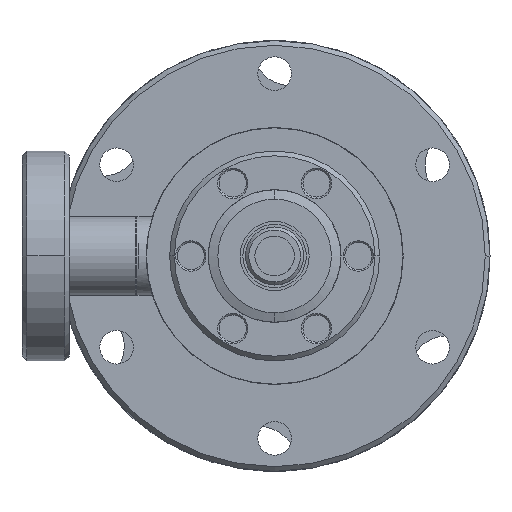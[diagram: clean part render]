
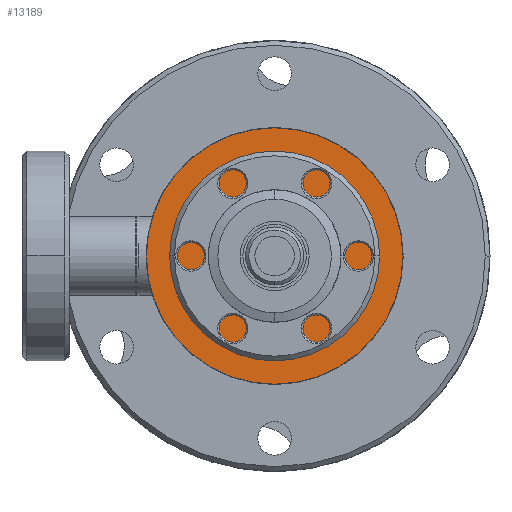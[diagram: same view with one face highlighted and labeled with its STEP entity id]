
A CAD part, left-side view. The second image highlights one B-rep face of the part: STEP entity #13189.
In plain terms, the highlighted planar face has unit normal (-1, 0, 0).
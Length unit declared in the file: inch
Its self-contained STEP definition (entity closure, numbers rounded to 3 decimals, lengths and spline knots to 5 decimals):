
#318 = EDGE_LOOP ( 'NONE', ( #14960, #7382 ) ) ;
#816 = DIRECTION ( 'NONE',  ( -1., 0., 0. ) ) ;
#833 = CARTESIAN_POINT ( 'NONE',  ( -0.125, 0., -0.8125 ) ) ;
#898 = CARTESIAN_POINT ( 'NONE',  ( -0.125, 0., 0.2525 ) ) ;
#1142 = EDGE_CURVE ( 'NONE', #9860, #1534, #11409, .T. ) ;
#1534 = VERTEX_POINT ( 'NONE', #833 ) ;
#2005 = DIRECTION ( 'NONE',  ( 0., 0., -1. ) ) ;
#2130 = DIRECTION ( 'NONE',  ( 1., 0., 0. ) ) ;
#2334 = AXIS2_PLACEMENT_3D ( 'NONE', #9446, #2130, #10695 ) ;
#4043 = FACE_OUTER_BOUND ( 'NONE', #15814, .T. ) ;
#4466 = DIRECTION ( 'NONE',  ( -1., 0., 0. ) ) ;
#5190 = AXIS2_PLACEMENT_3D ( 'NONE', #11695, #816, #2005 ) ;
#5223 = CARTESIAN_POINT ( 'NONE',  ( -0.125, 0., -0.2525 ) ) ;
#5728 = DIRECTION ( 'NONE',  ( 1., 0., 0. ) ) ;
#6440 = EDGE_CURVE ( 'NONE', #1534, #9860, #12429, .T. ) ;
#7382 = ORIENTED_EDGE ( 'NONE', *, *, #11923, .T. ) ;
#7732 = CARTESIAN_POINT ( 'NONE',  ( -0.125, 0., 0.8125 ) ) ;
#8888 = EDGE_CURVE ( 'NONE', #11743, #15488, #13501, .T. ) ;
#9350 = PLANE ( 'NONE',  #13483 ) ;
#9446 = CARTESIAN_POINT ( 'NONE',  ( -0.125, 0., 0. ) ) ;
#9860 = VERTEX_POINT ( 'NONE', #7732 ) ;
#10317 = ORIENTED_EDGE ( 'NONE', *, *, #6440, .T. ) ;
#10545 = CARTESIAN_POINT ( 'NONE',  ( -0.125, 0.8125, 0. ) ) ;
#10586 = FACE_BOUND ( 'NONE', #318, .T. ) ;
#10695 = DIRECTION ( 'NONE',  ( 0., 0., -1. ) ) ;
#10740 = CIRCLE ( 'NONE', #2334, 0.2525 ) ;
#11409 = CIRCLE ( 'NONE', #5190, 0.8125 ) ;
#11695 = CARTESIAN_POINT ( 'NONE',  ( -0.125, 0., 0. ) ) ;
#11743 = VERTEX_POINT ( 'NONE', #5223 ) ;
#11923 = EDGE_CURVE ( 'NONE', #15488, #11743, #10740, .T. ) ;
#12429 = CIRCLE ( 'NONE', #12927, 0.8125 ) ;
#12601 = DIRECTION ( 'NONE',  ( 0., 0., -1. ) ) ;
#12650 = DIRECTION ( 'NONE',  ( -1., 0., 0. ) ) ;
#12710 = CARTESIAN_POINT ( 'NONE',  ( -0.125, 0., 0. ) ) ;
#12927 = AXIS2_PLACEMENT_3D ( 'NONE', #12710, #12650, #12601 ) ;
#13117 = DIRECTION ( 'NONE',  ( 0., 0., 1. ) ) ;
#13140 = CARTESIAN_POINT ( 'NONE',  ( -0.125, 0., 0. ) ) ;
#13189 = ADVANCED_FACE ( 'NONE', ( #4043, #10586 ), #9350, .T. ) ;
#13483 = AXIS2_PLACEMENT_3D ( 'NONE', #10545, #4466, #13117 ) ;
#13501 = CIRCLE ( 'NONE', #13507, 0.2525 ) ;
#13507 = AXIS2_PLACEMENT_3D ( 'NONE', #13140, #5728, #14398 ) ;
#14398 = DIRECTION ( 'NONE',  ( 0., 0., -1. ) ) ;
#14764 = ORIENTED_EDGE ( 'NONE', *, *, #1142, .T. ) ;
#14960 = ORIENTED_EDGE ( 'NONE', *, *, #8888, .T. ) ;
#15488 = VERTEX_POINT ( 'NONE', #898 ) ;
#15814 = EDGE_LOOP ( 'NONE', ( #10317, #14764 ) ) ;
